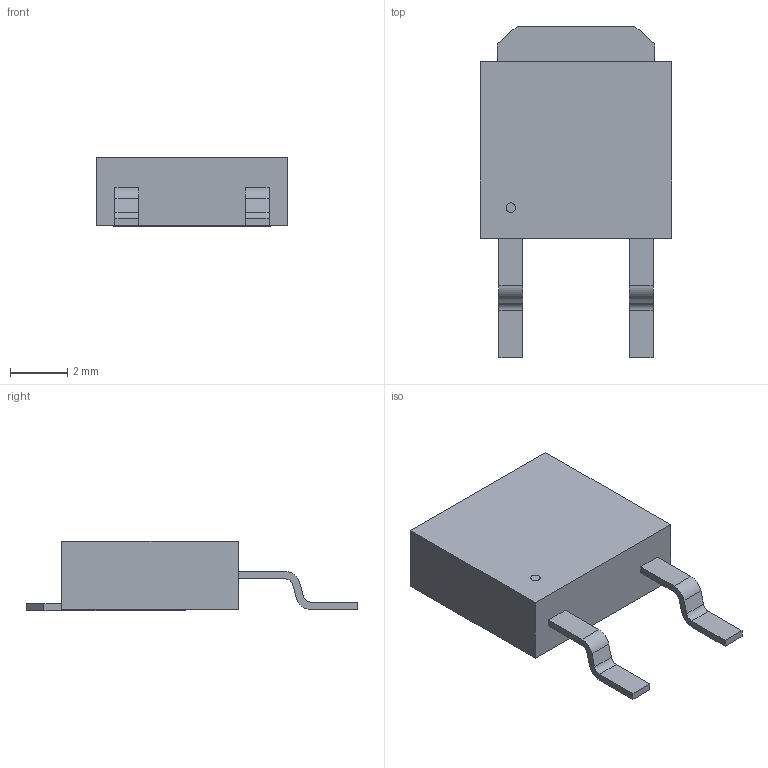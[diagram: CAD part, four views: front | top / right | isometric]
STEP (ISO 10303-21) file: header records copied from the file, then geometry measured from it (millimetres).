
FILE_DESCRIPTION(('STEP AP214'),'1');
FILE_NAME('DPAK_6N65M5_STM','2024-03-24T03:31:23',(''),(''),'','','');
FILE_SCHEMA(('AUTOMOTIVE_DESIGN'));
Length unit declared in the file: millimetre
Products named in the file (1): product
Bounding box: 6.71 x 11.63 x 2.44 mm (x, y, z)
Volume: 104 mm3; surface area: 224 mm2
Topology: 5 solids, 5 shells, 53 faces, 129 edges, 86 vertices
Faces by surface type: plane 44, cylinder 9
Full cylindrical faces by diameter (mm): 0.335 x1
Entity records: 1635 total; most frequent: DIRECTION 256, ORIENTED_EDGE 256, CARTESIAN_POINT 151, EDGE_CURVE 128, LINE 110, VECTOR 110, VERTEX_POINT 86, AXIS2_PLACEMENT_3D 73
